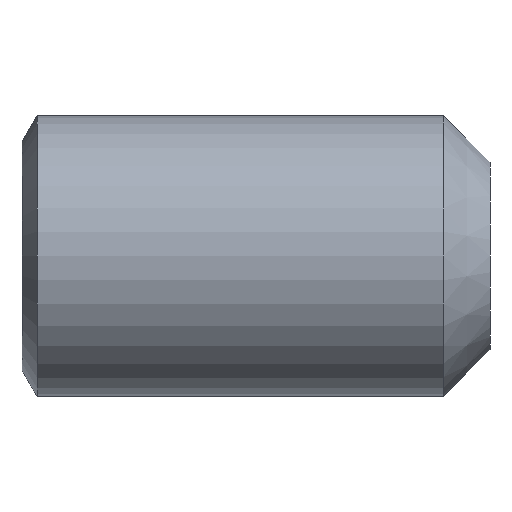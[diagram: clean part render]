
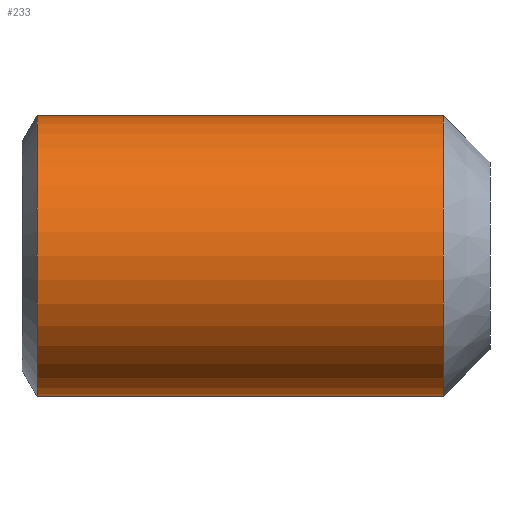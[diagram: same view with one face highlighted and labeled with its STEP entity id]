
A CAD part, front view. The second image highlights one B-rep face of the part: STEP entity #233.
In plain terms, the highlighted cylindrical face has radius 1.5 mm (diameter 3 mm), a full revolution.
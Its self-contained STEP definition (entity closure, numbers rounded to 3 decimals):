
#10 = DIRECTION ( 'NONE',  ( 0., 0., 1. ) ) ;
#43 = CYLINDRICAL_SURFACE ( 'NONE', #288, 1.5 ) ;
#61 = ORIENTED_EDGE ( 'NONE', *, *, #318, .T. ) ;
#66 = CARTESIAN_POINT ( 'NONE',  ( 0.162, 0., 1.5 ) ) ;
#69 = CARTESIAN_POINT ( 'NONE',  ( 4.5, 0., 1.5 ) ) ;
#102 = CARTESIAN_POINT ( 'NONE',  ( 0.162, 0., 0. ) ) ;
#103 = DIRECTION ( 'NONE',  ( 0., 0., 1. ) ) ;
#105 = DIRECTION ( 'NONE',  ( -1., 0., 0. ) ) ;
#106 = DIRECTION ( 'NONE',  ( -1., 0., 0. ) ) ;
#107 = CARTESIAN_POINT ( 'NONE',  ( 4.5, 0., 0. ) ) ;
#167 = DIRECTION ( 'NONE',  ( 0., 0., 1. ) ) ;
#170 = DIRECTION ( 'NONE',  ( -1., 0., 0. ) ) ;
#178 = CARTESIAN_POINT ( 'NONE',  ( -12.7, 0., 0. ) ) ;
#192 = ORIENTED_EDGE ( 'NONE', *, *, #319, .F. ) ;
#199 = CIRCLE ( 'NONE', #270, 1.5 ) ;
#201 = FACE_OUTER_BOUND ( 'NONE', #363, .T. ) ;
#213 = VERTEX_POINT ( 'NONE', #66 ) ;
#233 = ADVANCED_FACE ( 'NONE', ( #349, #201 ), #43, .T. ) ;
#249 = CIRCLE ( 'NONE', #271, 1.5 ) ;
#270 = AXIS2_PLACEMENT_3D ( 'NONE', #102, #105, #103 ) ;
#271 = AXIS2_PLACEMENT_3D ( 'NONE', #107, #106, #10 ) ;
#284 = VERTEX_POINT ( 'NONE', #69 ) ;
#288 = AXIS2_PLACEMENT_3D ( 'NONE', #178, #170, #167 ) ;
#318 = EDGE_CURVE ( 'NONE', #284, #284, #249, .T. ) ;
#319 = EDGE_CURVE ( 'NONE', #213, #213, #199, .T. ) ;
#349 = FACE_OUTER_BOUND ( 'NONE', #352, .T. ) ;
#352 = EDGE_LOOP ( 'NONE', ( #61 ) ) ;
#363 = EDGE_LOOP ( 'NONE', ( #192 ) ) ;
